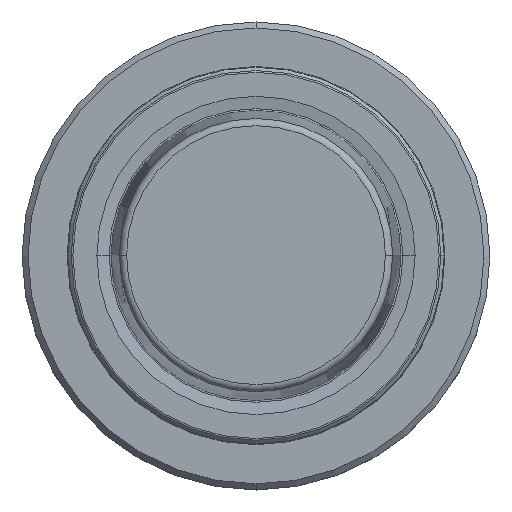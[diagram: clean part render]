
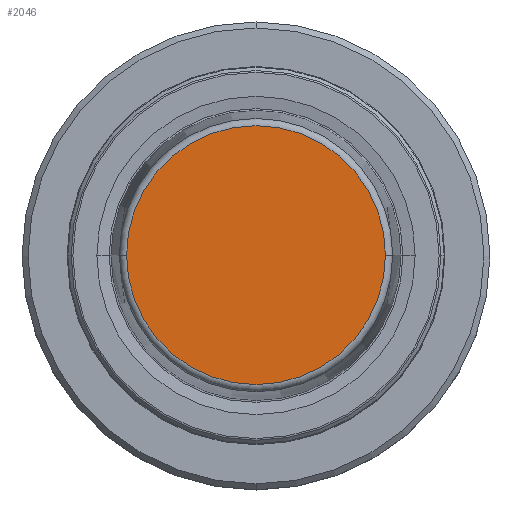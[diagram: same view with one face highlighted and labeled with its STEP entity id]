
A CAD part, top view. The second image highlights one B-rep face of the part: STEP entity #2046.
In plain terms, the highlighted planar face has unit normal (0, 0, 1).
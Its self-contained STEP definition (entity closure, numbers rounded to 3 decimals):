
#86 = DIRECTION ( 'NONE',  ( 0., 0., -1. ) ) ;
#312 = DIRECTION ( 'NONE',  ( 1., 0., 0. ) ) ;
#317 = CIRCLE ( 'NONE', #500, 21.581 ) ;
#329 = CARTESIAN_POINT ( 'NONE',  ( 0., 0., 31.9 ) ) ;
#396 = VERTEX_POINT ( 'NONE', #784 ) ;
#397 = EDGE_CURVE ( 'NONE', #930, #396, #317, .T. ) ;
#500 = AXIS2_PLACEMENT_3D ( 'NONE', #2552, #2823, #312 ) ;
#554 = DIRECTION ( 'NONE',  ( 1., 0., 0. ) ) ;
#618 = CARTESIAN_POINT ( 'NONE',  ( 21.581, 0., 31.9 ) ) ;
#654 = EDGE_LOOP ( 'NONE', ( #738, #910 ) ) ;
#738 = ORIENTED_EDGE ( 'NONE', *, *, #397, .T. ) ;
#784 = CARTESIAN_POINT ( 'NONE',  ( -21.581, 0., 31.9 ) ) ;
#910 = ORIENTED_EDGE ( 'NONE', *, *, #2091, .T. ) ;
#930 = VERTEX_POINT ( 'NONE', #618 ) ;
#1018 = AXIS2_PLACEMENT_3D ( 'NONE', #1413, #86, #1651 ) ;
#1413 = CARTESIAN_POINT ( 'NONE',  ( 0., 0., 31.9 ) ) ;
#1466 = AXIS2_PLACEMENT_3D ( 'NONE', #329, #1903, #554 ) ;
#1651 = DIRECTION ( 'NONE',  ( -1., 0., 0. ) ) ;
#1903 = DIRECTION ( 'NONE',  ( 0., 0., 1. ) ) ;
#1930 = FACE_OUTER_BOUND ( 'NONE', #654, .T. ) ;
#2046 = ADVANCED_FACE ( 'NONE', ( #1930 ), #2767, .F. ) ;
#2091 = EDGE_CURVE ( 'NONE', #396, #930, #2390, .T. ) ;
#2390 = CIRCLE ( 'NONE', #1466, 21.581 ) ;
#2552 = CARTESIAN_POINT ( 'NONE',  ( 0., 0., 31.9 ) ) ;
#2767 = PLANE ( 'NONE',  #1018 ) ;
#2823 = DIRECTION ( 'NONE',  ( 0., 0., 1. ) ) ;
